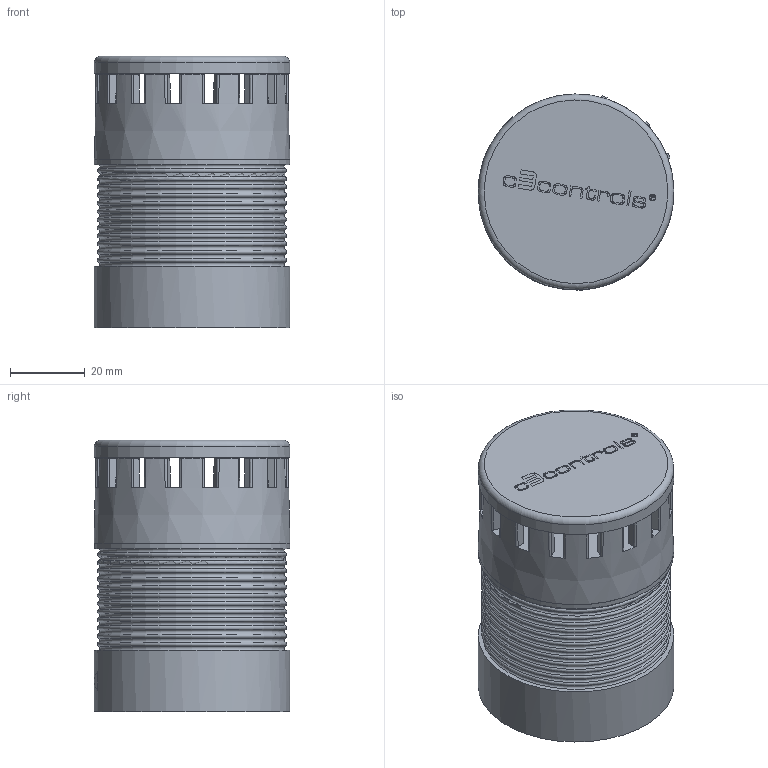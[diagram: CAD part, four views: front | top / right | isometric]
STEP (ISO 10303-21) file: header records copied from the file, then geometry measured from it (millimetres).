
FILE_DESCRIPTION((''),'2;1');
FILE_NAME('50T10094G01.stp','2015-08-07T08:53:20',('cbunnell'),(''),'Autodesk Inventor 2013','Autodesk Inventor 2013','');
FILE_SCHEMA(('AUTOMOTIVE_DESIGN { 1 0 10303 214 1 1 1 1 }'));
Length unit declared in the file: millimetre
Products named in the file (10): 50T10094G01; 50T10093H01; 50T10085H01; 50T10083H01; 50T10084H01; 50T10022H01; 50T10080G01; 50T10081H01; 50T10082H01; 50T10054H01
Assembly tree (10 placements, depth 3):
  50T10094G01
    50T10093H01
    50T10085H01
      50T10083H01
      50T10084H01
    50T10022H01
    50T10080G01
      50T10081H01
      50T10082H01  x2
    50T10054H01
Bounding box: 52.5 x 52.5 x 72.75 mm (x, y, z)
Volume: 38401.8 mm3; surface area: 45483.1 mm2
Topology: 8 solids, 8 shells, 866 faces, 2426 edges, 1602 vertices
Faces by surface type: plane 439, cylinder 227, bspline 144, torus 37, cone 19
Full cylindrical faces by diameter (mm): 1.2 x4, 2.4 x1, 2.6 x1, 6 x1, 46.8 x1, 48.1 x1, 48.5 x2, 49.7 x1, 50.5 x1, 51.1 x1, 52.5 x1
Entity records: 29789 total; most frequent: CARTESIAN_POINT 7910, ORIENTED_EDGE 4730, DIRECTION 4140, EDGE_CURVE 2365, VERTEX_POINT 1589, AXIS2_PLACEMENT_3D 1420, VECTOR 1300, LINE 1300
